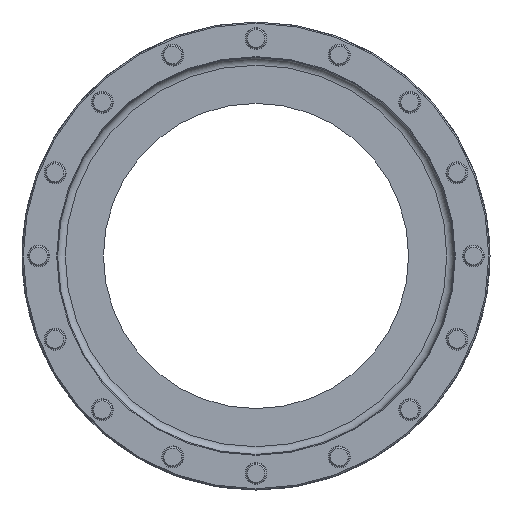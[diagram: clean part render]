
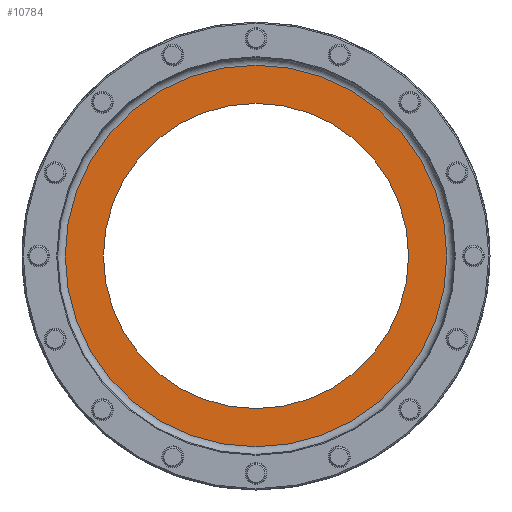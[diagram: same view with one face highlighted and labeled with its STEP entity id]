
A CAD part, left-side view. The second image highlights one B-rep face of the part: STEP entity #10784.
In plain terms, the highlighted planar face has unit normal (-1, 0, 0).
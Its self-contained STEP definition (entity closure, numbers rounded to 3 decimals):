
#1935=PLANE('',#11959);
#3797=ORIENTED_EDGE('',*,*,#5818,.T.);
#3798=ORIENTED_EDGE('',*,*,#5815,.T.);
#5815=EDGE_CURVE('',#6978,#6978,#7759,.T.);
#5818=EDGE_CURVE('',#6981,#6981,#7762,.T.);
#6978=VERTEX_POINT('',#17885);
#6981=VERTEX_POINT('',#17893);
#7759=CIRCLE('',#11955,75.);
#7762=CIRCLE('',#11960,60.);
#8624=EDGE_LOOP('',(#3797));
#8625=EDGE_LOOP('',(#3798));
#9749=FACE_BOUND('',#8624,.T.);
#9750=FACE_BOUND('',#8625,.T.);
#10784=ADVANCED_FACE('',(#9749,#9750),#1935,.T.);
#11955=AXIS2_PLACEMENT_3D('',#17884,#14573,#14574);
#11959=AXIS2_PLACEMENT_3D('',#17891,#14581,#14582);
#11960=AXIS2_PLACEMENT_3D('',#17892,#14583,#14584);
#14573=DIRECTION('',(-1.,0.,0.));
#14574=DIRECTION('',(0.,0.,-1.));
#14581=DIRECTION('',(-1.,0.,0.));
#14582=DIRECTION('',(0.,0.,-1.));
#14583=DIRECTION('',(1.,0.,0.));
#14584=DIRECTION('',(0.,0.,1.));
#17884=CARTESIAN_POINT('',(-34.153,0.,0.));
#17885=CARTESIAN_POINT('',(-34.153,0.,-75.));
#17891=CARTESIAN_POINT('',(-34.153,0.,78.));
#17892=CARTESIAN_POINT('',(-34.153,0.,0.));
#17893=CARTESIAN_POINT('',(-34.153,0.,60.));
